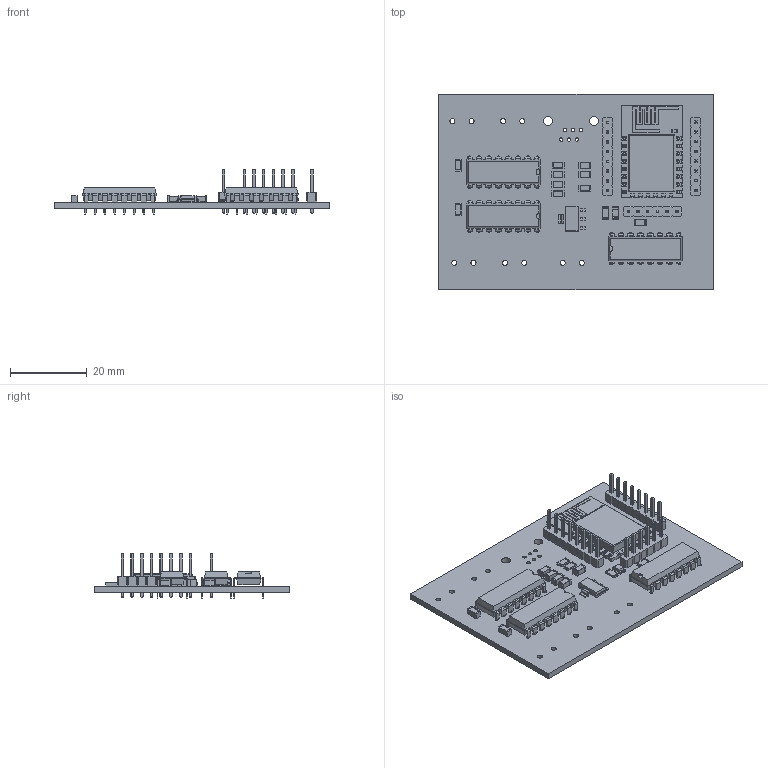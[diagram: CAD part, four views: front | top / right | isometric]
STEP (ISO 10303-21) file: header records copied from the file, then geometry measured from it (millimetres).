
FILE_DESCRIPTION(('KiCad electronic assembly'),'2;1');
FILE_NAME('driver.step','2024-04-23T19:49:58',('Pcbnew'),('Kicad'), 'Open CASCADE STEP processor 7.7','KiCad to STEP converter','Unknown' );
FILE_SCHEMA(('AUTOMOTIVE_DESIGN { 1 0 10303 214 1 1 1 1 }'));
Length unit declared in the file: millimetre
Products named in the file (18): driver 1; DIP-16_W7.62mm; C_1206_3216Metric; R_1206_3216Metric; PinHeader_1x06_P2.54mm_Vertical; PinHeader_1x06_P254mm_Vertical; LED_1206_3216Metric; SOT-223; SOT_223; PinHeader_1x08_P2.54mm_Vertical; PinHeader_1x08_P254mm_Vertical; ESP-12E; ESP_12E001_cp; driver_PCB
Assembly tree (29 placements, depth 3):
  driver 1
    DIP-16_W7.62mm  x3
      DIP-16_W7.62mm
    C_1206_3216Metric  x7
      C_1206_3216Metric
    R_1206_3216Metric  x4
      R_1206_3216Metric
    PinHeader_1x06_P2.54mm_Vertical
      PinHeader_1x06_P254mm_Vertical
    LED_1206_3216Metric
      LED_1206_3216Metric
    SOT-223
      SOT_223
    PinHeader_1x08_P2.54mm_Vertical  x2
      PinHeader_1x08_P254mm_Vertical
    ESP-12E
      ESP_12E001_cp
    driver_PCB
Bounding box: 71.5 x 51 x 11.84 mm (x, y, z)
Volume: 8195 mm3; surface area: 12706.8 mm2
Topology: 68 solids, 68 shells, 2402 faces, 6156 edges, 3946 vertices
Faces by surface type: plane 1821, cylinder 477, bspline 100, sphere 4
Full cylindrical faces by diameter (mm): 0.65 x16, 0.7 x16, 0.8 x48, 0.9 x6, 1 x22, 1.32 x10, 2.3 x2
Entity records: 51320 total; most frequent: CARTESIAN_POINT 7746, ORIENTED_EDGE 7004, DIRECTION 6839, EDGE_CURVE 3502, LINE 2835, VECTOR 2835, VERTEX_POINT 2254, AXIS2_PLACEMENT_3D 2002
